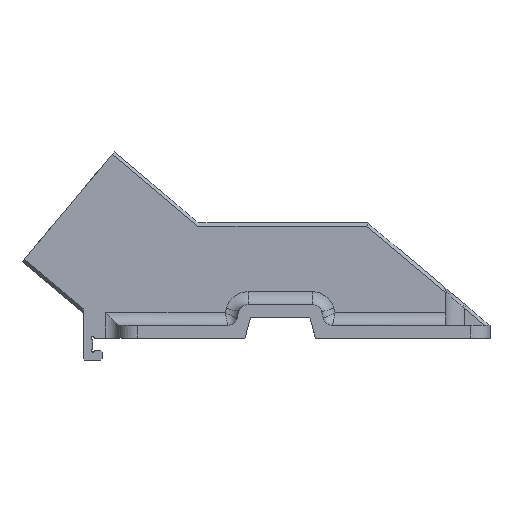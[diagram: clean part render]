
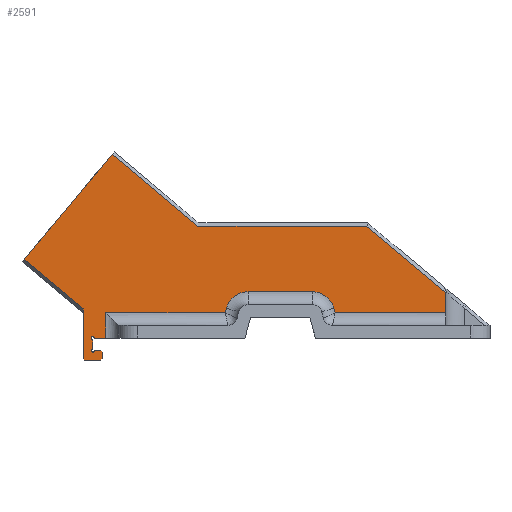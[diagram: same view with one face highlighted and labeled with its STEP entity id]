
A CAD part, top view. The second image highlights one B-rep face of the part: STEP entity #2591.
In plain terms, the highlighted planar face has unit normal (0, 0, 1).
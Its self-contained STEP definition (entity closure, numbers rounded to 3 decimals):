
#115=PLANE('',#2801);
#167=CIRCLE('',#2703,0.25);
#179=CIRCLE('',#2791,3.5);
#183=CIRCLE('',#2797,3.5);
#185=CIRCLE('',#2802,0.25);
#297=FACE_OUTER_BOUND('',#444,.T.);
#444=EDGE_LOOP('',(#2264,#2265,#2266,#2267,#2268,#2269,#2270,#2271,#2272,
#2273,#2274,#2275,#2276,#2277,#2278,#2279,#2280,#2281,#2282,#2283,#2284,
#2285,#2286,#2287,#2288));
#576=LINE('',#3896,#850);
#668=LINE('',#4311,#942);
#672=LINE('',#4320,#946);
#680=LINE('',#4336,#954);
#683=LINE('',#4351,#957);
#685=LINE('',#4354,#959);
#702=LINE('',#4517,#976);
#705=LINE('',#4526,#979);
#706=LINE('',#4537,#980);
#708=LINE('',#4546,#982);
#711=LINE('',#4564,#985);
#712=LINE('',#4567,#986);
#713=LINE('',#4569,#987);
#714=LINE('',#4571,#988);
#715=LINE('',#4573,#989);
#716=LINE('',#4575,#990);
#717=LINE('',#4577,#991);
#718=LINE('',#4579,#992);
#719=LINE('',#4582,#993);
#720=LINE('',#4583,#994);
#721=LINE('',#4584,#995);
#850=VECTOR('',#3041,10.);
#942=VECTOR('',#3265,10.);
#946=VECTOR('',#3273,10.);
#954=VECTOR('',#3285,10.);
#957=VECTOR('',#3292,10.);
#959=VECTOR('',#3296,10.);
#976=VECTOR('',#3343,10.);
#979=VECTOR('',#3352,10.);
#980=VECTOR('',#3365,10.);
#982=VECTOR('',#3377,10.);
#985=VECTOR('',#3382,10.);
#986=VECTOR('',#3385,10.);
#987=VECTOR('',#3386,10.);
#988=VECTOR('',#3387,10.);
#989=VECTOR('',#3388,10.);
#990=VECTOR('',#3389,10.);
#991=VECTOR('',#3390,10.);
#992=VECTOR('',#3391,10.);
#993=VECTOR('',#3394,10.);
#994=VECTOR('',#3395,10.);
#995=VECTOR('',#3396,10.);
#1175=VERTEX_POINT('',#3893);
#1176=VERTEX_POINT('',#3895);
#1179=VERTEX_POINT('',#3908);
#1245=VERTEX_POINT('',#4304);
#1248=VERTEX_POINT('',#4309);
#1251=VERTEX_POINT('',#4319);
#1256=VERTEX_POINT('',#4333);
#1257=VERTEX_POINT('',#4335);
#1260=VERTEX_POINT('',#4349);
#1272=VERTEX_POINT('',#4474);
#1275=VERTEX_POINT('',#4510);
#1277=VERTEX_POINT('',#4516);
#1280=VERTEX_POINT('',#4524);
#1282=VERTEX_POINT('',#4529);
#1284=VERTEX_POINT('',#4535);
#1286=VERTEX_POINT('',#4541);
#1288=VERTEX_POINT('',#4551);
#1289=VERTEX_POINT('',#4566);
#1290=VERTEX_POINT('',#4568);
#1291=VERTEX_POINT('',#4570);
#1292=VERTEX_POINT('',#4572);
#1293=VERTEX_POINT('',#4574);
#1294=VERTEX_POINT('',#4576);
#1295=VERTEX_POINT('',#4578);
#1296=VERTEX_POINT('',#4580);
#1446=EDGE_CURVE('',#1176,#1175,#576,.T.);
#1453=EDGE_CURVE('',#1179,#1176,#167,.T.);
#1573=EDGE_CURVE('',#1248,#1245,#668,.T.);
#1577=EDGE_CURVE('',#1251,#1245,#672,.T.);
#1585=EDGE_CURVE('',#1256,#1257,#680,.T.);
#1590=EDGE_CURVE('',#1260,#1256,#683,.T.);
#1592=EDGE_CURVE('',#1251,#1260,#685,.T.);
#1619=EDGE_CURVE('',#1275,#1277,#702,.T.);
#1624=EDGE_CURVE('',#1280,#1275,#705,.T.);
#1626=EDGE_CURVE('',#1282,#1280,#179,.T.);
#1629=EDGE_CURVE('',#1284,#1282,#706,.T.);
#1632=EDGE_CURVE('',#1286,#1284,#183,.T.);
#1634=EDGE_CURVE('',#1272,#1286,#708,.T.);
#1638=EDGE_CURVE('',#1288,#1272,#711,.T.);
#1639=EDGE_CURVE('',#1248,#1289,#712,.T.);
#1640=EDGE_CURVE('',#1290,#1289,#713,.T.);
#1641=EDGE_CURVE('',#1290,#1291,#714,.T.);
#1642=EDGE_CURVE('',#1292,#1291,#715,.T.);
#1643=EDGE_CURVE('',#1292,#1293,#716,.T.);
#1644=EDGE_CURVE('',#1294,#1293,#717,.T.);
#1645=EDGE_CURVE('',#1294,#1295,#718,.T.);
#1646=EDGE_CURVE('',#1295,#1296,#185,.T.);
#1647=EDGE_CURVE('',#1296,#1179,#719,.T.);
#1648=EDGE_CURVE('',#1277,#1175,#720,.T.);
#1649=EDGE_CURVE('',#1288,#1257,#721,.T.);
#2264=ORIENTED_EDGE('',*,*,#1639,.T.);
#2265=ORIENTED_EDGE('',*,*,#1640,.F.);
#2266=ORIENTED_EDGE('',*,*,#1641,.T.);
#2267=ORIENTED_EDGE('',*,*,#1642,.F.);
#2268=ORIENTED_EDGE('',*,*,#1643,.T.);
#2269=ORIENTED_EDGE('',*,*,#1644,.F.);
#2270=ORIENTED_EDGE('',*,*,#1645,.T.);
#2271=ORIENTED_EDGE('',*,*,#1646,.T.);
#2272=ORIENTED_EDGE('',*,*,#1647,.T.);
#2273=ORIENTED_EDGE('',*,*,#1453,.T.);
#2274=ORIENTED_EDGE('',*,*,#1446,.T.);
#2275=ORIENTED_EDGE('',*,*,#1648,.F.);
#2276=ORIENTED_EDGE('',*,*,#1619,.F.);
#2277=ORIENTED_EDGE('',*,*,#1624,.F.);
#2278=ORIENTED_EDGE('',*,*,#1626,.F.);
#2279=ORIENTED_EDGE('',*,*,#1629,.F.);
#2280=ORIENTED_EDGE('',*,*,#1632,.F.);
#2281=ORIENTED_EDGE('',*,*,#1634,.F.);
#2282=ORIENTED_EDGE('',*,*,#1638,.F.);
#2283=ORIENTED_EDGE('',*,*,#1649,.T.);
#2284=ORIENTED_EDGE('',*,*,#1585,.F.);
#2285=ORIENTED_EDGE('',*,*,#1590,.F.);
#2286=ORIENTED_EDGE('',*,*,#1592,.F.);
#2287=ORIENTED_EDGE('',*,*,#1577,.T.);
#2288=ORIENTED_EDGE('',*,*,#1573,.F.);
#2591=ADVANCED_FACE('',(#297),#115,.T.);
#2703=AXIS2_PLACEMENT_3D('',#3909,#3056,#3057);
#2791=AXIS2_PLACEMENT_3D('',#4531,#3357,#3358);
#2797=AXIS2_PLACEMENT_3D('',#4543,#3371,#3372);
#2801=AXIS2_PLACEMENT_3D('',#4565,#3383,#3384);
#2802=AXIS2_PLACEMENT_3D('',#4581,#3392,#3393);
#3041=DIRECTION('',(1.,0.,0.));
#3056=DIRECTION('center_axis',(0.,0.,-1.));
#3057=DIRECTION('ref_axis',(1.,0.,0.));
#3265=DIRECTION('',(-0.766,0.643,0.));
#3273=DIRECTION('',(-0.643,-0.766,0.));
#3285=DIRECTION('',(0.766,-0.643,0.));
#3292=DIRECTION('',(1.,0.,0.));
#3296=DIRECTION('',(0.766,-0.643,0.));
#3343=DIRECTION('',(-1.,0.,0.));
#3352=DIRECTION('',(-0.259,-0.966,0.));
#3357=DIRECTION('center_axis',(0.,0.,1.));
#3358=DIRECTION('ref_axis',(-0.609,0.793,0.));
#3365=DIRECTION('',(-1.,0.,0.));
#3371=DIRECTION('center_axis',(0.,0.,1.));
#3372=DIRECTION('ref_axis',(0.609,0.793,0.));
#3377=DIRECTION('',(-0.259,0.966,0.));
#3382=DIRECTION('',(-1.,0.,0.));
#3383=DIRECTION('center_axis',(0.,0.,1.));
#3384=DIRECTION('ref_axis',(1.,0.,0.));
#3385=DIRECTION('',(0.,-1.,0.));
#3386=DIRECTION('',(-0.707,0.707,0.));
#3387=DIRECTION('',(1.,0.,0.));
#3388=DIRECTION('',(-0.707,-0.707,0.));
#3389=DIRECTION('',(0.,1.,0.));
#3390=DIRECTION('',(0.707,-0.707,0.));
#3391=DIRECTION('',(-1.,0.,0.));
#3392=DIRECTION('center_axis',(0.,0.,-1.));
#3393=DIRECTION('ref_axis',(1.,0.,0.));
#3394=DIRECTION('',(0.,1.,0.));
#3395=DIRECTION('',(0.,-1.,0.));
#3396=DIRECTION('',(0.,1.,0.));
#3893=CARTESIAN_POINT('',(2.,0.,0.));
#3895=CARTESIAN_POINT('',(0.25,0.,0.));
#3896=CARTESIAN_POINT('',(0.,0.,0.));
#3908=CARTESIAN_POINT('',(0.,-0.25,0.));
#3909=CARTESIAN_POINT('Origin',(0.,0.,0.));
#4304=CARTESIAN_POINT('',(-10.741,12.323,0.));
#4309=CARTESIAN_POINT('',(-1.5,4.569,0.));
#4311=CARTESIAN_POINT('',(4.535,-0.495,0.));
#4319=CARTESIAN_POINT('',(3.015,28.716,0.));
#4320=CARTESIAN_POINT('',(3.336,29.099,0.));
#4333=CARTESIAN_POINT('',(42.75,17.5,0.));
#4335=CARTESIAN_POINT('',(55.109,7.13,0.));
#4336=CARTESIAN_POINT('',(38.755,20.852,0.));
#4349=CARTESIAN_POINT('',(16.382,17.5,0.));
#4351=CARTESIAN_POINT('',(21.016,17.5,0.));
#4354=CARTESIAN_POINT('',(13.509,19.91,0.));
#4474=CARTESIAN_POINT('',(37.813,4.,0.));
#4510=CARTESIAN_POINT('',(20.677,4.,0.));
#4516=CARTESIAN_POINT('',(2.,4.,0.));
#4517=CARTESIAN_POINT('',(23.84,4.,0.));
#4524=CARTESIAN_POINT('',(20.856,4.666,0.));
#4526=CARTESIAN_POINT('',(22.182,9.616,0.));
#4529=CARTESIAN_POINT('',(24.236,7.26,0.));
#4531=CARTESIAN_POINT('Origin',(24.236,3.76,0.));
#4535=CARTESIAN_POINT('',(34.254,7.26,0.));
#4537=CARTESIAN_POINT('',(30.437,7.26,0.));
#4541=CARTESIAN_POINT('',(37.634,4.666,0.));
#4543=CARTESIAN_POINT('Origin',(34.254,3.76,0.));
#4546=CARTESIAN_POINT('',(36.492,8.93,0.));
#4551=CARTESIAN_POINT('',(55.109,4.,0.));
#4564=CARTESIAN_POINT('',(43.734,4.,0.));
#4565=CARTESIAN_POINT('Origin',(25.469,12.85,0.));
#4566=CARTESIAN_POINT('',(-1.5,-3.15,0.));
#4567=CARTESIAN_POINT('',(-1.5,3.916,0.));
#4568=CARTESIAN_POINT('',(-1.25,-3.4,0.));
#4569=CARTESIAN_POINT('',(1.305,-5.955,0.));
#4570=CARTESIAN_POINT('',(1.25,-3.4,0.));
#4571=CARTESIAN_POINT('',(-1.5,-3.4,0.));
#4572=CARTESIAN_POINT('',(1.5,-3.15,0.));
#4573=CARTESIAN_POINT('',(11.43,6.78,0.));
#4574=CARTESIAN_POINT('',(1.5,-2.15,0.));
#4575=CARTESIAN_POINT('',(1.5,-3.4,0.));
#4576=CARTESIAN_POINT('',(1.25,-1.9,0.));
#4577=CARTESIAN_POINT('',(3.68,-4.33,0.));
#4578=CARTESIAN_POINT('',(0.25,-1.9,0.));
#4579=CARTESIAN_POINT('',(1.5,-1.9,0.));
#4580=CARTESIAN_POINT('',(0.,-1.65,0.));
#4581=CARTESIAN_POINT('Origin',(0.,-1.9,0.));
#4582=CARTESIAN_POINT('',(0.,-1.9,0.));
#4583=CARTESIAN_POINT('',(2.,7.425,0.));
#4584=CARTESIAN_POINT('',(55.109,2.,0.));
